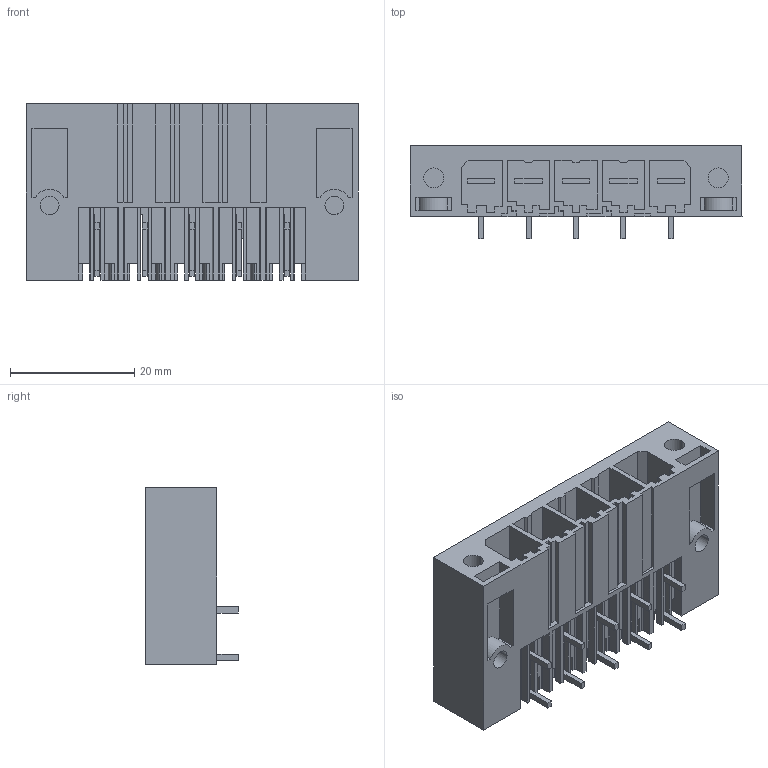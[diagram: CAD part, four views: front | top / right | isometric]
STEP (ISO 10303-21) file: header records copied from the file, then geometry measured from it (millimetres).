
FILE_DESCRIPTION(('CATIA V5 STEP Exchange','CAx-IF Rec.Pracs.--- Model Styling and Organization---1.2---2011-12-15'),'2;1');
FILE_NAME ('D1459445_0_1931400000_1931400000.stp','2017-04-28T06:54:51+00:00',('none'),('Weidmueller'),'CATIA Version 5-6 Release 2014','CATIA V5 STEP AP214','none');
FILE_SCHEMA(('AUTOMOTIVE_DESIGN { 1 0 10303 214 1 1 1 1 }'));
Length unit declared in the file: millimetre
Products named in the file (1): 1931400000
Bounding box: 53.34 x 14.9 x 28.3 mm (x, y, z)
Volume: 9147 mm3; surface area: 12604.8 mm2
Topology: 6 solids, 6 shells, 530 faces, 1527 edges, 1024 vertices
Faces by surface type: plane 484, cylinder 46
Entity records: 16827 total; most frequent: ORIENTED_EDGE 3054, CARTESIAN_POINT 2976, DIRECTION 2290, EDGE_CURVE 1527, VECTOR 1427, LINE 1427, VERTEX_POINT 1024, EDGE_LOOP 559
